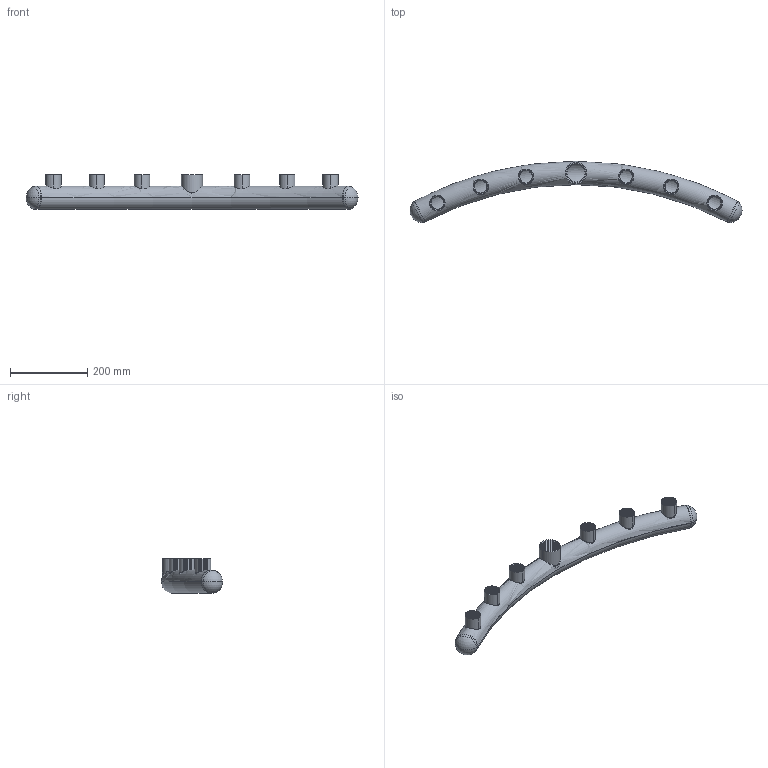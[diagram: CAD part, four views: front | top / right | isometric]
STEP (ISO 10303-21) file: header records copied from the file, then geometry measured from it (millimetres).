
FILE_DESCRIPTION (( 'STEP AP203' ), '1' );
FILE_NAME ('Manifold 840 - 1+6.STEP', '2020-02-05T07:09:22', ( '' ), ( '' ), 'SwSTEP 2.0', 'SolidWorks 2017', '' );
FILE_SCHEMA (( 'CONFIG_CONTROL_DESIGN' ));
Length unit declared in the file: millimetre
Products named in the file (1): Manifold 840 - 1+6
Bounding box: 859.34 x 158.34 x 90.15 mm (x, y, z)
Volume: 443175.1 mm3; surface area: 409755.4 mm2
Topology: 10 solids, 10 shells, 1222 faces, 2454 edges, 1254 vertices
Faces by surface type: cone 1134, cylinder 50, plane 18, torus 12, sphere 8
Entity records: 32547 total; most frequent: CARTESIAN_POINT 6663, DIRECTION 6114, ORIENTED_EDGE 4908, AXIS2_PLACEMENT_3D 2465, EDGE_CURVE 2454, VERTEX_POINT 1254, EDGE_LOOP 1254, CIRCLE 1242
